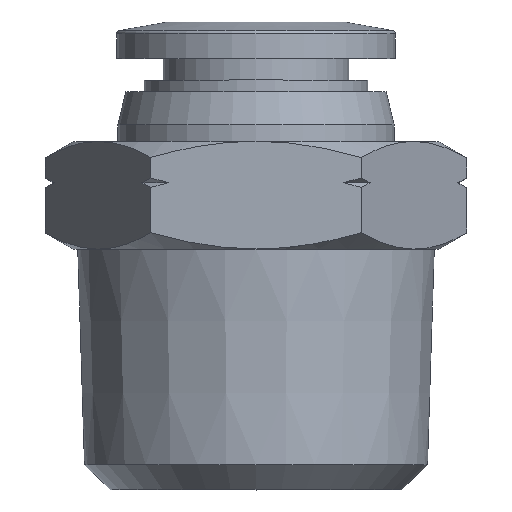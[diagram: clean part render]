
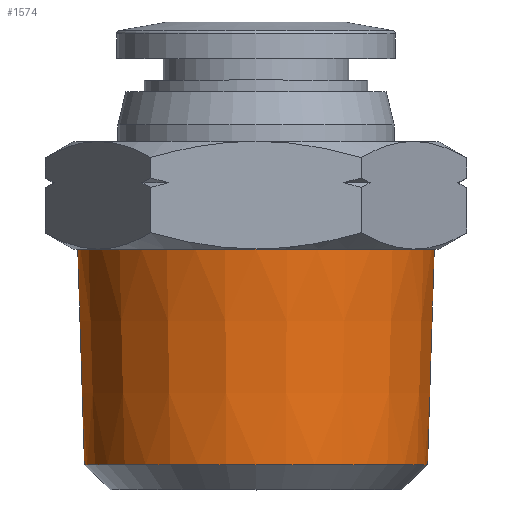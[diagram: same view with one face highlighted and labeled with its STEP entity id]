
A CAD part, top view. The second image highlights one B-rep face of the part: STEP entity #1574.
In plain terms, the highlighted conical face has half-angle 1.79 degrees and reference radius 10.547 mm.
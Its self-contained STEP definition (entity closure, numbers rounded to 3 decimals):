
#1540=CARTESIAN_POINT('',(-10.344,1.499,0.0));
#1541=VERTEX_POINT('',#1540);
#1542=CARTESIAN_POINT('',(0.0,1.499,0.0));
#1543=DIRECTION('',(0.0,1.0,0.0));
#1544=DIRECTION('',(-1.0,0.0,0.0));
#1545=AXIS2_PLACEMENT_3D('',#1542,#1543,#1544);
#1546=CIRCLE('',#1545,10.344);
#1547=EDGE_CURVE('',#1541,#1541,#1546,.T.);
#1555=CARTESIAN_POINT('',(0.0,8.,0.0));
#1556=DIRECTION('',(0.0,1.0,0.0));
#1557=DIRECTION('',(-1.0,0.0,0.0));
#1558=AXIS2_PLACEMENT_3D('',#1555,#1556,#1557);
#1559=CONICAL_SURFACE('',#1558,10.547,1.79);
#1560=CARTESIAN_POINT('',(-10.75,14.5,0.0));
#1561=VERTEX_POINT('',#1560);
#1562=CARTESIAN_POINT('',(0.0,14.5,0.0));
#1563=DIRECTION('',(0.0,1.0,0.0));
#1564=DIRECTION('',(-1.0,0.0,0.0));
#1565=AXIS2_PLACEMENT_3D('',#1562,#1563,#1564);
#1566=CIRCLE('',#1565,10.75);
#1567=EDGE_CURVE('',#1561,#1561,#1566,.T.);
#1568=ORIENTED_EDGE('',*,*,#1567,.F.);
#1569=EDGE_LOOP('',(#1568));
#1570=FACE_OUTER_BOUND('',#1569,.T.);
#1571=ORIENTED_EDGE('',*,*,#1547,.T.);
#1572=EDGE_LOOP('',(#1571));
#1573=FACE_BOUND('',#1572,.T.);
#1574=ADVANCED_FACE('',(#1570,#1573),#1559,.T.);
